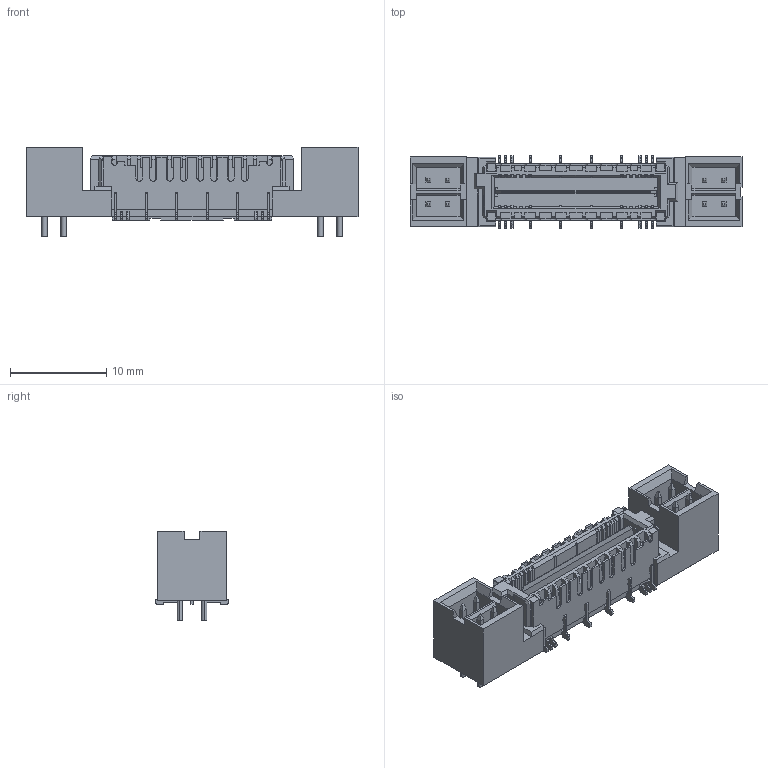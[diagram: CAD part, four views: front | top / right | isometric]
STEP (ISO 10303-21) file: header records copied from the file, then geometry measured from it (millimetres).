
FILE_DESCRIPTION((''),'2;1');
FILE_NAME('SAMTEC_QMSS-026-06.75-L-D-PC4.stp','2014-12-04T16:52:00',(''),(''),'Mechanical Desktop 2011','Mechanical Desktop 2011',', , ');
FILE_SCHEMA(('AUTOMOTIVE_DESIGN { 1 2 10303 214 1 1 1 1 }'));
Length unit declared in the file: millimetre
Products named in the file (1): Product
Bounding box: 34.54 x 7.52 x 9.35 mm (x, y, z)
Volume: 1016.7 mm3; surface area: 2524.4 mm2
Topology: 62 solids, 62 shells, 1336 faces, 3568 edges, 2358 vertices
Faces by surface type: plane 939, cylinder 220, bspline 177
Entity records: 41081 total; most frequent: CARTESIAN_POINT 7794, ORIENTED_EDGE 7136, DIRECTION 6328, EDGE_CURVE 3568, VECTOR 3128, LINE 3128, VERTEX_POINT 2358, AXIS2_PLACEMENT_3D 1600
